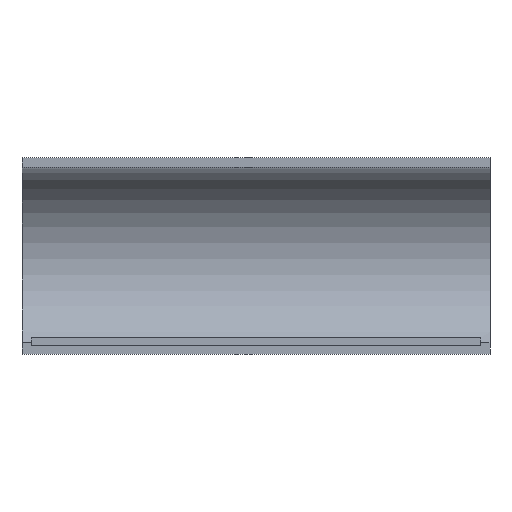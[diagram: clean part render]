
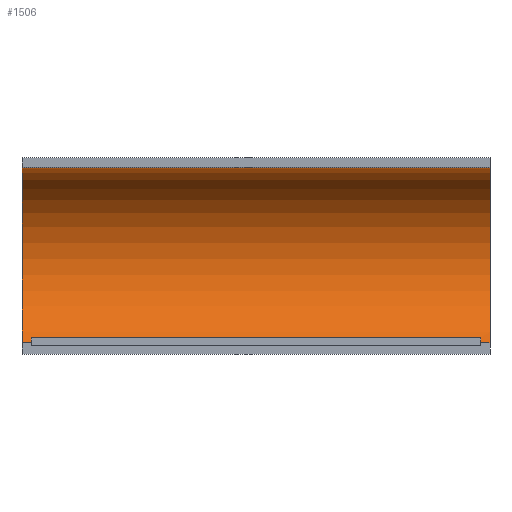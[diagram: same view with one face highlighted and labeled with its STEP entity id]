
A CAD part, top view. The second image highlights one B-rep face of the part: STEP entity #1506.
In plain terms, the highlighted cylindrical face has radius 14.5 mm (diameter 29 mm), a partial arc.
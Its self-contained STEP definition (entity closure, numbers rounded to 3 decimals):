
#7 = VECTOR ( 'NONE', #65, 1000. ) ;
#15 = CARTESIAN_POINT ( 'NONE',  ( 70.4, -11.805, -8.42 ) ) ;
#28 = ORIENTED_EDGE ( 'NONE', *, *, #1749, .F. ) ;
#60 = DIRECTION ( 'NONE',  ( -1., 0., 0. ) ) ;
#65 = DIRECTION ( 'NONE',  ( -1., 0., 0. ) ) ;
#151 = VERTEX_POINT ( 'NONE', #1942 ) ;
#167 = ORIENTED_EDGE ( 'NONE', *, *, #2213, .T. ) ;
#180 = VERTEX_POINT ( 'NONE', #1101 ) ;
#194 = LINE ( 'NONE', #15, #1763 ) ;
#281 = ORIENTED_EDGE ( 'NONE', *, *, #2095, .F. ) ;
#286 = VERTEX_POINT ( 'NONE', #702 ) ;
#328 = CIRCLE ( 'NONE', #1768, 14.5 ) ;
#345 = EDGE_LOOP ( 'NONE', ( #1407, #281, #28, #2722, #2027, #167, #1425, #1988 ) ) ;
#367 = CYLINDRICAL_SURFACE ( 'NONE', #726, 14.5 ) ;
#373 = EDGE_CURVE ( 'NONE', #2017, #286, #2736, .T. ) ;
#397 = LINE ( 'NONE', #585, #601 ) ;
#542 = CARTESIAN_POINT ( 'NONE',  ( 0., -11.805, -8.42 ) ) ;
#572 = LINE ( 'NONE', #2190, #7 ) ;
#585 = CARTESIAN_POINT ( 'NONE',  ( 70.4, -11.805, -8.42 ) ) ;
#601 = VECTOR ( 'NONE', #2684, 1000. ) ;
#607 = EDGE_CURVE ( 'NONE', #180, #2352, #961, .T. ) ;
#700 = CARTESIAN_POINT ( 'NONE',  ( 69., -11.805, -8.42 ) ) ;
#702 = CARTESIAN_POINT ( 'NONE',  ( 1.4, -11.805, -8.42 ) ) ;
#726 = AXIS2_PLACEMENT_3D ( 'NONE', #1330, #2588, #2380 ) ;
#776 = VERTEX_POINT ( 'NONE', #2181 ) ;
#792 = DIRECTION ( 'NONE',  ( 0., 0., -1. ) ) ;
#842 = DIRECTION ( 'NONE',  ( -1., 0., 0. ) ) ;
#849 = AXIS2_PLACEMENT_3D ( 'NONE', #1569, #60, #927 ) ;
#854 = VERTEX_POINT ( 'NONE', #700 ) ;
#860 = FACE_OUTER_BOUND ( 'NONE', #345, .T. ) ;
#927 = DIRECTION ( 'NONE',  ( 0., -1., 0. ) ) ;
#957 = DIRECTION ( 'NONE',  ( -1., 0., 0. ) ) ;
#961 = CIRCLE ( 'NONE', #2555, 14.5 ) ;
#1101 = CARTESIAN_POINT ( 'NONE',  ( 70.4, 14.5, 0. ) ) ;
#1122 = DIRECTION ( 'NONE',  ( 1., 0., 0. ) ) ;
#1129 = LINE ( 'NONE', #1200, #1906 ) ;
#1138 = AXIS2_PLACEMENT_3D ( 'NONE', #2601, #1122, #2404 ) ;
#1200 = CARTESIAN_POINT ( 'NONE',  ( 70.4, -11.105, -9.324 ) ) ;
#1210 = VERTEX_POINT ( 'NONE', #542 ) ;
#1330 = CARTESIAN_POINT ( 'NONE',  ( 70.4, 0., 0. ) ) ;
#1407 = ORIENTED_EDGE ( 'NONE', *, *, #1677, .F. ) ;
#1425 = ORIENTED_EDGE ( 'NONE', *, *, #2025, .F. ) ;
#1506 = ADVANCED_FACE ( 'NONE', ( #860 ), #367, .F. ) ;
#1564 = EDGE_CURVE ( 'NONE', #180, #151, #572, .T. ) ;
#1569 = CARTESIAN_POINT ( 'NONE',  ( 1.4, 0., 0. ) ) ;
#1595 = DIRECTION ( 'NONE',  ( 0., 0., -1. ) ) ;
#1621 = DIRECTION ( 'NONE',  ( -1., 0., 0. ) ) ;
#1673 = CARTESIAN_POINT ( 'NONE',  ( 70.4, -11.805, -8.42 ) ) ;
#1677 = EDGE_CURVE ( 'NONE', #776, #2017, #1129, .T. ) ;
#1749 = EDGE_CURVE ( 'NONE', #2352, #854, #397, .T. ) ;
#1763 = VECTOR ( 'NONE', #842, 1000. ) ;
#1768 = AXIS2_PLACEMENT_3D ( 'NONE', #2669, #957, #1595 ) ;
#1906 = VECTOR ( 'NONE', #1621, 1000. ) ;
#1925 = CARTESIAN_POINT ( 'NONE',  ( 1.4, -11.105, -9.324 ) ) ;
#1942 = CARTESIAN_POINT ( 'NONE',  ( 0., 14.5, 0. ) ) ;
#1988 = ORIENTED_EDGE ( 'NONE', *, *, #373, .F. ) ;
#2017 = VERTEX_POINT ( 'NONE', #1925 ) ;
#2025 = EDGE_CURVE ( 'NONE', #286, #1210, #194, .T. ) ;
#2027 = ORIENTED_EDGE ( 'NONE', *, *, #1564, .T. ) ;
#2092 = DIRECTION ( 'NONE',  ( -1., 0., 0. ) ) ;
#2095 = EDGE_CURVE ( 'NONE', #854, #776, #2335, .T. ) ;
#2181 = CARTESIAN_POINT ( 'NONE',  ( 69., -11.105, -9.324 ) ) ;
#2190 = CARTESIAN_POINT ( 'NONE',  ( 70.4, 14.5, 0. ) ) ;
#2213 = EDGE_CURVE ( 'NONE', #151, #1210, #328, .T. ) ;
#2335 = CIRCLE ( 'NONE', #1138, 14.5 ) ;
#2352 = VERTEX_POINT ( 'NONE', #1673 ) ;
#2380 = DIRECTION ( 'NONE',  ( 0., 0., 1. ) ) ;
#2404 = DIRECTION ( 'NONE',  ( 0., 0., -1. ) ) ;
#2524 = CARTESIAN_POINT ( 'NONE',  ( 70.4, 0., 0. ) ) ;
#2555 = AXIS2_PLACEMENT_3D ( 'NONE', #2524, #2092, #792 ) ;
#2588 = DIRECTION ( 'NONE',  ( -1., 0., 0. ) ) ;
#2601 = CARTESIAN_POINT ( 'NONE',  ( 69., 0., 0. ) ) ;
#2669 = CARTESIAN_POINT ( 'NONE',  ( 0., 0., 0. ) ) ;
#2684 = DIRECTION ( 'NONE',  ( -1., 0., 0. ) ) ;
#2722 = ORIENTED_EDGE ( 'NONE', *, *, #607, .F. ) ;
#2736 = CIRCLE ( 'NONE', #849, 14.5 ) ;
